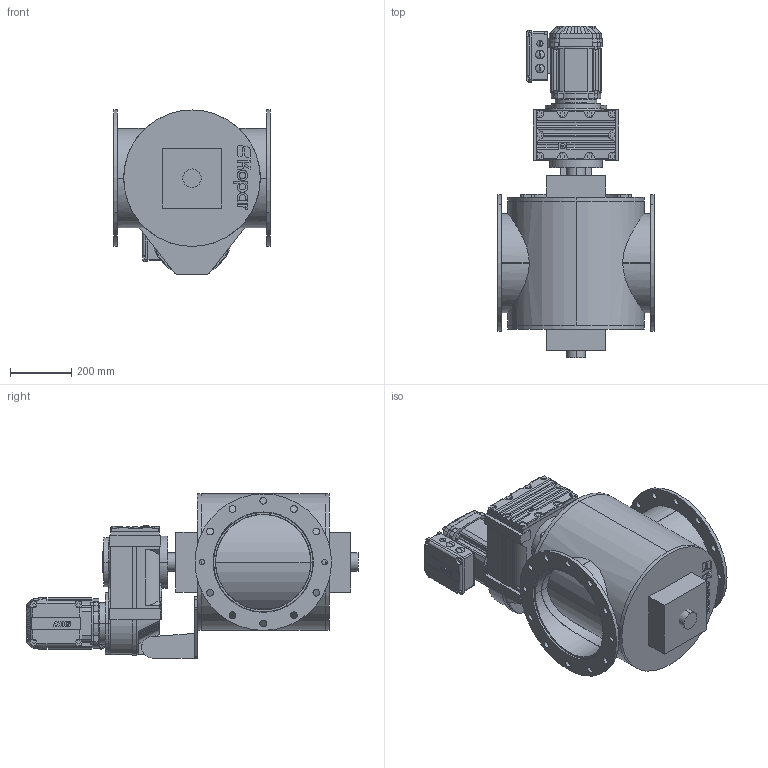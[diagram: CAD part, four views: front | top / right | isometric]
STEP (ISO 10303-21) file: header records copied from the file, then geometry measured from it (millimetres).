
FILE_DESCRIPTION (( 'STEP AP214' ), '1' );
FILE_NAME ('RV400-400-DN300xDN300.STEP', '2025-01-15T07:49:37', ( '' ), ( '' ), 'SwSTEP 2.0', 'SolidWorks 2022', '' );
FILE_SCHEMA (( 'AUTOMOTIVE_DESIGN' ));
Length unit declared in the file: millimetre
Products named in the file (1): RV400-400-DN300xDN300
Bounding box: 510 x 1082.6 x 535.34 mm (x, y, z)
Volume: 97855100.6 mm3; surface area: 4575289.7 mm2
Topology: 31 solids, 31 shells, 1425 faces, 3797 edges, 2485 vertices
Faces by surface type: plane 734, cylinder 523, cone 89, bspline 79
Entity records: 61734 total; most frequent: CARTESIAN_POINT 13560, ORIENTED_EDGE 7542, DIRECTION 7248, EDGE_CURVE 3771, VERTEX_POINT 2485, AXIS2_PLACEMENT_3D 2459, LINE 2330, VECTOR 2330
